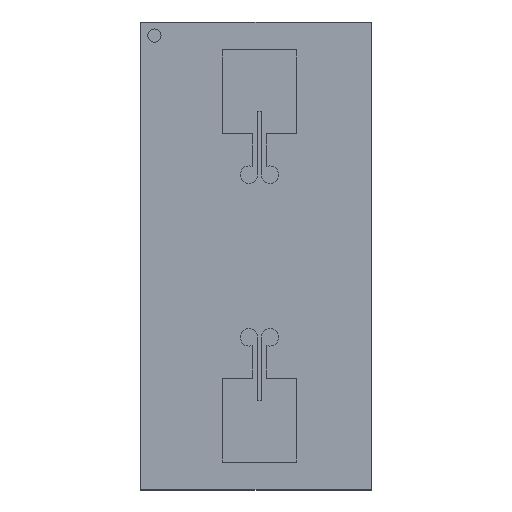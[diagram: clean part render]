
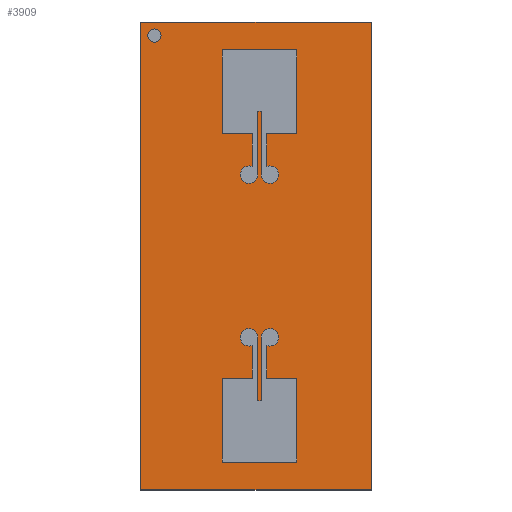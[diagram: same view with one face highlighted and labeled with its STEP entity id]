
A CAD part, top view. The second image highlights one B-rep face of the part: STEP entity #3909.
In plain terms, the highlighted planar face has unit normal (0, 0, 1).
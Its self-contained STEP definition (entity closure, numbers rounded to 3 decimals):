
#243=FACE_BOUND('',#671,.T.);
#244=FACE_BOUND('',#672,.T.);
#245=FACE_BOUND('',#673,.T.);
#256=CIRCLE('',#4232,0.095);
#258=CIRCLE('',#4238,0.125);
#260=CIRCLE('',#4248,0.125);
#262=CIRCLE('',#4254,0.125);
#264=CIRCLE('',#4260,0.125);
#379=FACE_OUTER_BOUND('',#670,.T.);
#670=EDGE_LOOP('',(#2773,#2774,#2775,#2776));
#671=EDGE_LOOP('',(#2777));
#672=EDGE_LOOP('',(#2778,#2779,#2780,#2781,#2782,#2783,#2784,#2785,#2786,
#2787,#2788,#2789));
#673=EDGE_LOOP('',(#2790,#2791,#2792,#2793,#2794,#2795,#2796,#2797,#2798,
#2799,#2800,#2801));
#944=LINE('',#5695,#1350);
#948=LINE('',#5703,#1354);
#952=LINE('',#5715,#1358);
#955=LINE('',#5721,#1361);
#958=LINE('',#5727,#1364);
#961=LINE('',#5733,#1367);
#964=LINE('',#5739,#1370);
#967=LINE('',#5745,#1373);
#970=LINE('',#5751,#1376);
#974=LINE('',#5762,#1380);
#976=LINE('',#5768,#1382);
#981=LINE('',#5782,#1387);
#984=LINE('',#5788,#1390);
#987=LINE('',#5794,#1393);
#991=LINE('',#5806,#1397);
#994=LINE('',#5812,#1400);
#997=LINE('',#5818,#1403);
#1000=LINE('',#5824,#1406);
#1003=LINE('',#5830,#1409);
#1006=LINE('',#5835,#1412);
#1009=LINE('',#5842,#1415);
#1012=LINE('',#5847,#1418);
#1013=LINE('',#5850,#1419);
#1015=LINE('',#5853,#1421);
#1350=VECTOR('',#4594,1.);
#1354=VECTOR('',#4600,1.);
#1358=VECTOR('',#4612,1.);
#1361=VECTOR('',#4617,1.);
#1364=VECTOR('',#4622,1.);
#1367=VECTOR('',#4627,1.);
#1370=VECTOR('',#4632,1.);
#1373=VECTOR('',#4637,1.);
#1376=VECTOR('',#4642,1.);
#1380=VECTOR('',#4654,1.);
#1382=VECTOR('',#4660,1.);
#1387=VECTOR('',#4673,1.);
#1390=VECTOR('',#4678,1.);
#1393=VECTOR('',#4683,1.);
#1397=VECTOR('',#4695,1.);
#1400=VECTOR('',#4700,1.);
#1403=VECTOR('',#4705,1.);
#1406=VECTOR('',#4710,1.);
#1409=VECTOR('',#4715,1.);
#1412=VECTOR('',#4720,1.);
#1415=VECTOR('',#4727,1.);
#1418=VECTOR('',#4732,1.);
#1419=VECTOR('',#4735,1.);
#1421=VECTOR('',#4739,1.);
#1756=VERTEX_POINT('',#5687);
#1758=VERTEX_POINT('',#5693);
#1759=VERTEX_POINT('',#5694);
#1762=VERTEX_POINT('',#5702);
#1764=VERTEX_POINT('',#5708);
#1766=VERTEX_POINT('',#5714);
#1768=VERTEX_POINT('',#5720);
#1770=VERTEX_POINT('',#5726);
#1772=VERTEX_POINT('',#5732);
#1774=VERTEX_POINT('',#5738);
#1776=VERTEX_POINT('',#5744);
#1778=VERTEX_POINT('',#5750);
#1780=VERTEX_POINT('',#5756);
#1782=VERTEX_POINT('',#5766);
#1783=VERTEX_POINT('',#5767);
#1786=VERTEX_POINT('',#5775);
#1788=VERTEX_POINT('',#5781);
#1790=VERTEX_POINT('',#5787);
#1792=VERTEX_POINT('',#5793);
#1794=VERTEX_POINT('',#5799);
#1796=VERTEX_POINT('',#5805);
#1798=VERTEX_POINT('',#5811);
#1800=VERTEX_POINT('',#5817);
#1802=VERTEX_POINT('',#5823);
#1804=VERTEX_POINT('',#5829);
#1806=VERTEX_POINT('',#5839);
#1807=VERTEX_POINT('',#5841);
#1808=VERTEX_POINT('',#5845);
#1809=VERTEX_POINT('',#5849);
#2118=EDGE_CURVE('',#1756,#1756,#256,.T.);
#2120=EDGE_CURVE('',#1758,#1759,#944,.T.);
#2124=EDGE_CURVE('',#1762,#1758,#948,.T.);
#2127=EDGE_CURVE('',#1764,#1762,#258,.T.);
#2130=EDGE_CURVE('',#1766,#1764,#952,.T.);
#2133=EDGE_CURVE('',#1768,#1766,#955,.T.);
#2136=EDGE_CURVE('',#1770,#1768,#958,.T.);
#2139=EDGE_CURVE('',#1772,#1770,#961,.T.);
#2142=EDGE_CURVE('',#1774,#1772,#964,.T.);
#2145=EDGE_CURVE('',#1776,#1774,#967,.T.);
#2148=EDGE_CURVE('',#1778,#1776,#970,.T.);
#2151=EDGE_CURVE('',#1780,#1778,#260,.T.);
#2154=EDGE_CURVE('',#1759,#1780,#974,.T.);
#2156=EDGE_CURVE('',#1782,#1783,#976,.T.);
#2160=EDGE_CURVE('',#1786,#1782,#262,.T.);
#2163=EDGE_CURVE('',#1788,#1786,#981,.T.);
#2166=EDGE_CURVE('',#1790,#1788,#984,.T.);
#2169=EDGE_CURVE('',#1792,#1790,#987,.T.);
#2172=EDGE_CURVE('',#1794,#1792,#264,.T.);
#2175=EDGE_CURVE('',#1796,#1794,#991,.T.);
#2178=EDGE_CURVE('',#1798,#1796,#994,.T.);
#2181=EDGE_CURVE('',#1800,#1798,#997,.T.);
#2184=EDGE_CURVE('',#1802,#1800,#1000,.T.);
#2187=EDGE_CURVE('',#1804,#1802,#1003,.T.);
#2190=EDGE_CURVE('',#1783,#1804,#1006,.T.);
#2193=EDGE_CURVE('',#1807,#1806,#1009,.T.);
#2196=EDGE_CURVE('',#1806,#1808,#1012,.T.);
#2197=EDGE_CURVE('',#1809,#1807,#1013,.T.);
#2199=EDGE_CURVE('',#1808,#1809,#1015,.T.);
#2773=ORIENTED_EDGE('',*,*,#2199,.T.);
#2774=ORIENTED_EDGE('',*,*,#2197,.T.);
#2775=ORIENTED_EDGE('',*,*,#2193,.T.);
#2776=ORIENTED_EDGE('',*,*,#2196,.T.);
#2777=ORIENTED_EDGE('',*,*,#2118,.T.);
#2778=ORIENTED_EDGE('',*,*,#2120,.T.);
#2779=ORIENTED_EDGE('',*,*,#2154,.T.);
#2780=ORIENTED_EDGE('',*,*,#2151,.T.);
#2781=ORIENTED_EDGE('',*,*,#2148,.T.);
#2782=ORIENTED_EDGE('',*,*,#2145,.T.);
#2783=ORIENTED_EDGE('',*,*,#2142,.T.);
#2784=ORIENTED_EDGE('',*,*,#2139,.T.);
#2785=ORIENTED_EDGE('',*,*,#2136,.T.);
#2786=ORIENTED_EDGE('',*,*,#2133,.T.);
#2787=ORIENTED_EDGE('',*,*,#2130,.T.);
#2788=ORIENTED_EDGE('',*,*,#2127,.T.);
#2789=ORIENTED_EDGE('',*,*,#2124,.T.);
#2790=ORIENTED_EDGE('',*,*,#2156,.T.);
#2791=ORIENTED_EDGE('',*,*,#2190,.T.);
#2792=ORIENTED_EDGE('',*,*,#2187,.T.);
#2793=ORIENTED_EDGE('',*,*,#2184,.T.);
#2794=ORIENTED_EDGE('',*,*,#2181,.T.);
#2795=ORIENTED_EDGE('',*,*,#2178,.T.);
#2796=ORIENTED_EDGE('',*,*,#2175,.T.);
#2797=ORIENTED_EDGE('',*,*,#2172,.T.);
#2798=ORIENTED_EDGE('',*,*,#2169,.T.);
#2799=ORIENTED_EDGE('',*,*,#2166,.T.);
#2800=ORIENTED_EDGE('',*,*,#2163,.T.);
#2801=ORIENTED_EDGE('',*,*,#2160,.T.);
#3690=PLANE('',#4273);
#3909=ADVANCED_FACE('',(#379,#243,#244,#245),#3690,.T.);
#4232=AXIS2_PLACEMENT_3D('',#5688,#4586,#4587);
#4238=AXIS2_PLACEMENT_3D('',#5709,#4605,#4606);
#4248=AXIS2_PLACEMENT_3D('',#5757,#4647,#4648);
#4254=AXIS2_PLACEMENT_3D('',#5776,#4666,#4667);
#4260=AXIS2_PLACEMENT_3D('',#5800,#4688,#4689);
#4273=AXIS2_PLACEMENT_3D('',#5854,#4740,#4741);
#4586=DIRECTION('center_axis',(0.,0.,-1.));
#4587=DIRECTION('ref_axis',(-1.,0.,0.));
#4594=DIRECTION('',(1.,0.,0.));
#4600=DIRECTION('',(0.,-1.,0.));
#4605=DIRECTION('center_axis',(0.,0.,-1.));
#4606=DIRECTION('ref_axis',(1.,0.,0.));
#4612=DIRECTION('',(0.,1.,0.));
#4617=DIRECTION('',(1.,0.,0.));
#4622=DIRECTION('',(0.,1.,0.));
#4627=DIRECTION('',(-1.,0.,0.));
#4632=DIRECTION('',(0.,-1.,0.));
#4637=DIRECTION('',(1.,0.,0.));
#4642=DIRECTION('',(0.,-1.,0.));
#4647=DIRECTION('center_axis',(0.,0.,-1.));
#4648=DIRECTION('ref_axis',(-0.36,-0.933,0.));
#4654=DIRECTION('',(0.,1.,0.));
#4660=DIRECTION('',(0.,1.,0.));
#4666=DIRECTION('center_axis',(0.,0.,-1.));
#4667=DIRECTION('ref_axis',(0.36,0.933,0.));
#4673=DIRECTION('',(0.,-1.,0.));
#4678=DIRECTION('',(-1.,0.,0.));
#4683=DIRECTION('',(0.,1.,0.));
#4688=DIRECTION('center_axis',(0.,0.,-1.));
#4689=DIRECTION('ref_axis',(-1.,0.,0.));
#4695=DIRECTION('',(0.,-1.,0.));
#4700=DIRECTION('',(-1.,0.,0.));
#4705=DIRECTION('',(0.,-1.,0.));
#4710=DIRECTION('',(1.,0.,0.));
#4715=DIRECTION('',(0.,1.,0.));
#4720=DIRECTION('',(-1.,0.,0.));
#4727=DIRECTION('',(0.,1.,0.));
#4732=DIRECTION('',(-1.,0.,0.));
#4735=DIRECTION('',(1.,0.,0.));
#4739=DIRECTION('',(0.,-1.,0.));
#4740=DIRECTION('center_axis',(0.,0.,1.));
#4741=DIRECTION('ref_axis',(0.,-1.,0.));
#5687=CARTESIAN_POINT('',(-1.36,3.155,0.56));
#5688=CARTESIAN_POINT('Origin',(-1.455,3.155,0.56));
#5693=CARTESIAN_POINT('',(0.025,-2.075,0.56));
#5694=CARTESIAN_POINT('',(0.075,-2.075,0.56));
#5695=CARTESIAN_POINT('',(0.013,-2.075,0.56));
#5702=CARTESIAN_POINT('',(0.025,-1.164,0.56));
#5703=CARTESIAN_POINT('',(0.025,-0.582,0.56));
#5708=CARTESIAN_POINT('',(-0.055,-1.281,0.56));
#5709=CARTESIAN_POINT('Origin',(-0.1,-1.164,0.56));
#5714=CARTESIAN_POINT('',(-0.055,-1.75,0.56));
#5715=CARTESIAN_POINT('',(-0.055,-0.875,0.56));
#5720=CARTESIAN_POINT('',(-0.485,-1.75,0.56));
#5721=CARTESIAN_POINT('',(-0.242,-1.75,0.56));
#5726=CARTESIAN_POINT('',(-0.485,-2.95,0.56));
#5727=CARTESIAN_POINT('',(-0.485,-1.475,0.56));
#5732=CARTESIAN_POINT('',(0.585,-2.95,0.56));
#5733=CARTESIAN_POINT('',(0.293,-2.95,0.56));
#5738=CARTESIAN_POINT('',(0.585,-1.75,0.56));
#5739=CARTESIAN_POINT('',(0.585,-0.875,0.56));
#5744=CARTESIAN_POINT('',(0.155,-1.75,0.56));
#5745=CARTESIAN_POINT('',(0.078,-1.75,0.56));
#5750=CARTESIAN_POINT('',(0.155,-1.281,0.56));
#5751=CARTESIAN_POINT('',(0.155,-0.64,0.56));
#5756=CARTESIAN_POINT('',(0.075,-1.164,0.56));
#5757=CARTESIAN_POINT('Origin',(0.2,-1.164,0.56));
#5762=CARTESIAN_POINT('',(0.075,-1.038,0.56));
#5766=CARTESIAN_POINT('',(-0.055,1.281,0.56));
#5767=CARTESIAN_POINT('',(-0.055,1.75,0.56));
#5768=CARTESIAN_POINT('',(-0.055,0.64,0.56));
#5775=CARTESIAN_POINT('',(0.025,1.164,0.56));
#5776=CARTESIAN_POINT('Origin',(-0.1,1.164,0.56));
#5781=CARTESIAN_POINT('',(0.025,2.075,0.56));
#5782=CARTESIAN_POINT('',(0.025,1.038,0.56));
#5787=CARTESIAN_POINT('',(0.075,2.075,0.56));
#5788=CARTESIAN_POINT('',(0.038,2.075,0.56));
#5793=CARTESIAN_POINT('',(0.075,1.164,0.56));
#5794=CARTESIAN_POINT('',(0.075,0.582,0.56));
#5799=CARTESIAN_POINT('',(0.155,1.281,0.56));
#5800=CARTESIAN_POINT('Origin',(0.2,1.164,0.56));
#5805=CARTESIAN_POINT('',(0.155,1.75,0.56));
#5806=CARTESIAN_POINT('',(0.155,0.875,0.56));
#5811=CARTESIAN_POINT('',(0.585,1.75,0.56));
#5812=CARTESIAN_POINT('',(0.293,1.75,0.56));
#5817=CARTESIAN_POINT('',(0.585,2.95,0.56));
#5818=CARTESIAN_POINT('',(0.585,1.475,0.56));
#5823=CARTESIAN_POINT('',(-0.485,2.95,0.56));
#5824=CARTESIAN_POINT('',(-0.242,2.95,0.56));
#5829=CARTESIAN_POINT('',(-0.485,1.75,0.56));
#5830=CARTESIAN_POINT('',(-0.485,0.875,0.56));
#5835=CARTESIAN_POINT('',(-0.027,1.75,0.56));
#5839=CARTESIAN_POINT('',(1.65,3.35,0.56));
#5841=CARTESIAN_POINT('',(1.65,-3.35,0.56));
#5842=CARTESIAN_POINT('',(1.65,-3.35,0.56));
#5845=CARTESIAN_POINT('',(-1.65,3.35,0.56));
#5847=CARTESIAN_POINT('',(1.65,3.35,0.56));
#5849=CARTESIAN_POINT('',(-1.65,-3.35,0.56));
#5850=CARTESIAN_POINT('',(-1.65,-3.35,0.56));
#5853=CARTESIAN_POINT('',(-1.65,3.35,0.56));
#5854=CARTESIAN_POINT('Origin',(0.,0.,
0.56));
